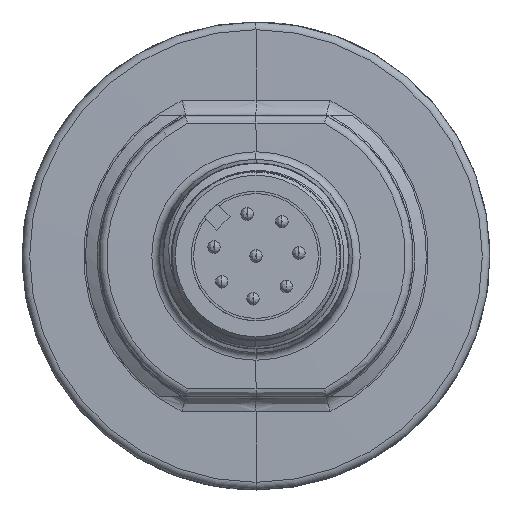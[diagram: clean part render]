
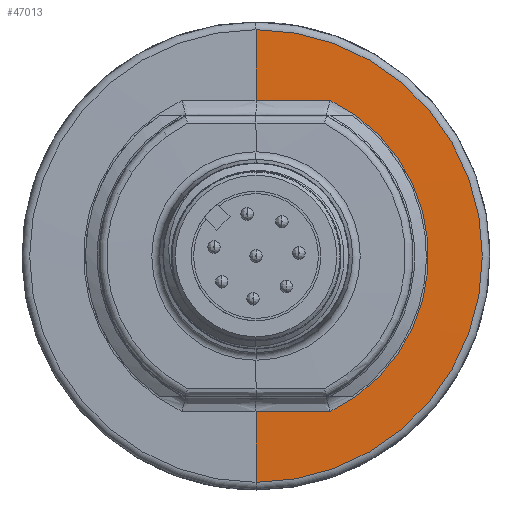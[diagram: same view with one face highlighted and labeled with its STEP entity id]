
A CAD part, front view. The second image highlights one B-rep face of the part: STEP entity #47013.
In plain terms, the highlighted conical face has half-angle 89 degrees and reference radius 12.246 mm.
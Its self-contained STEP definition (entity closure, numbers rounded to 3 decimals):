
#37783=CARTESIAN_POINT('',(4.737,7.431,9.984));
#39866=CARTESIAN_POINT('',(0.,7.491,0.));
#39867=DIRECTION('',(0.,1.,0.));
#39868=DIRECTION('',(0.,0.,1.));
#39869=AXIS2_PLACEMENT_3D('',#39866,#39867,#39868);
#39871=DIRECTION('',(0.,-0.017,1.));
#39872=VECTOR('',#39871,4.527);
#39873=CARTESIAN_POINT('',(0.,7.491,-14.509));
#39874=LINE('',#39873,#39872);
#39875=CARTESIAN_POINT('',(4.737,7.431,
-9.984));
#39876=CARTESIAN_POINT('',(4.4,7.429,
-9.984));
#39877=CARTESIAN_POINT('',(3.693,7.424,
-9.984));
#39878=CARTESIAN_POINT('',(2.512,7.417,
-9.983));
#39879=CARTESIAN_POINT('',(1.248,7.413,
-9.983));
#39880=CARTESIAN_POINT('',(0.423,7.412,
-9.983));
#39881=CARTESIAN_POINT('',(0.,7.412,-9.983));
#39883=CARTESIAN_POINT('',(0.,7.431,0.));
#39884=DIRECTION('',(0.,1.,0.));
#39885=DIRECTION('',(0.429,0.,0.903));
#39886=AXIS2_PLACEMENT_3D('',#39883,#39884,#39885);
#39888=CARTESIAN_POINT('',(0.,7.412,9.983));
#39889=CARTESIAN_POINT('',(0.42,7.412,
9.983));
#39890=CARTESIAN_POINT('',(1.241,7.413,9.983));
#39891=CARTESIAN_POINT('',(2.502,7.417,9.983));
#39892=CARTESIAN_POINT('',(3.686,7.424,9.984));
#39893=CARTESIAN_POINT('',(4.398,7.429,9.984));
#39894=CARTESIAN_POINT('',(4.737,7.431,9.984));
#39896=DIRECTION('',(0.,-0.017,-1.));
#39897=VECTOR('',#39896,4.527);
#39898=CARTESIAN_POINT('',(0.,7.491,14.509));
#39899=LINE('',#39898,#39897);
#39911=CARTESIAN_POINT('',(0.,7.412,9.983));
#39918=CARTESIAN_POINT('',(0.,7.412,-9.983));
#43335=CARTESIAN_POINT('',(4.737,7.431,
-9.984));
#43886=VERTEX_POINT('',#37783);
#44236=VERTEX_POINT('',#43335);
#44352=VERTEX_POINT('',#39911);
#44355=VERTEX_POINT('',#39918);
#44360=CARTESIAN_POINT('',(0.,7.491,14.509));
#44361=CARTESIAN_POINT('',(0.,7.491,-14.509));
#44362=VERTEX_POINT('',#44360);
#44363=VERTEX_POINT('',#44361);
#46997=CARTESIAN_POINT('',(0.,7.452,0.));
#46998=DIRECTION('',(0.,1.,0.));
#46999=DIRECTION('',(0.,0.,-1.));
#47000=AXIS2_PLACEMENT_3D('',#46997,#46998,#46999);
#47001=CONICAL_SURFACE('',#47000,12.246,89.);
#47002=ORIENTED_EDGE('',*,*,#46979,.T.);
#47004=ORIENTED_EDGE('',*,*,#47003,.T.);
#47006=ORIENTED_EDGE('',*,*,#47005,.F.);
#47007=ORIENTED_EDGE('',*,*,#44415,.F.);
#47008=ORIENTED_EDGE('',*,*,#44457,.F.);
#47010=ORIENTED_EDGE('',*,*,#47009,.F.);
#47011=EDGE_LOOP('',(#47002,#47004,#47006,#47007,#47008,#47010));
#47012=FACE_OUTER_BOUND('',#47011,.F.);
#47013=ADVANCED_FACE('',(#47012),#47001,.T.);
#39870=CIRCLE('',#39869,14.509);
#39882=B_SPLINE_CURVE_WITH_KNOTS('',3,(#39875,#39876,#39877,#39878,#39879,
#39880,#39881),.UNSPECIFIED.,.F.,.F.,(4,1,1,1,4),(0.,0.25,0.5,0.75,
1.),.UNSPECIFIED.);
#39887=CIRCLE('',#39886,11.051);
#39895=B_SPLINE_CURVE_WITH_KNOTS('',3,(#39888,#39889,#39890,#39891,#39892,
#39893,#39894),.UNSPECIFIED.,.F.,.F.,(4,1,1,1,4),(0.,0.25,0.5,0.75,
1.),.UNSPECIFIED.);
#44415=EDGE_CURVE('',#43886,#44236,#39887,.T.);
#44457=EDGE_CURVE('',#44352,#43886,#39895,.T.);
#46979=EDGE_CURVE('',#44362,#44363,#39870,.T.);
#47003=EDGE_CURVE('',#44363,#44355,#39874,.T.);
#47005=EDGE_CURVE('',#44236,#44355,#39882,.T.);
#47009=EDGE_CURVE('',#44362,#44352,#39899,.T.);
